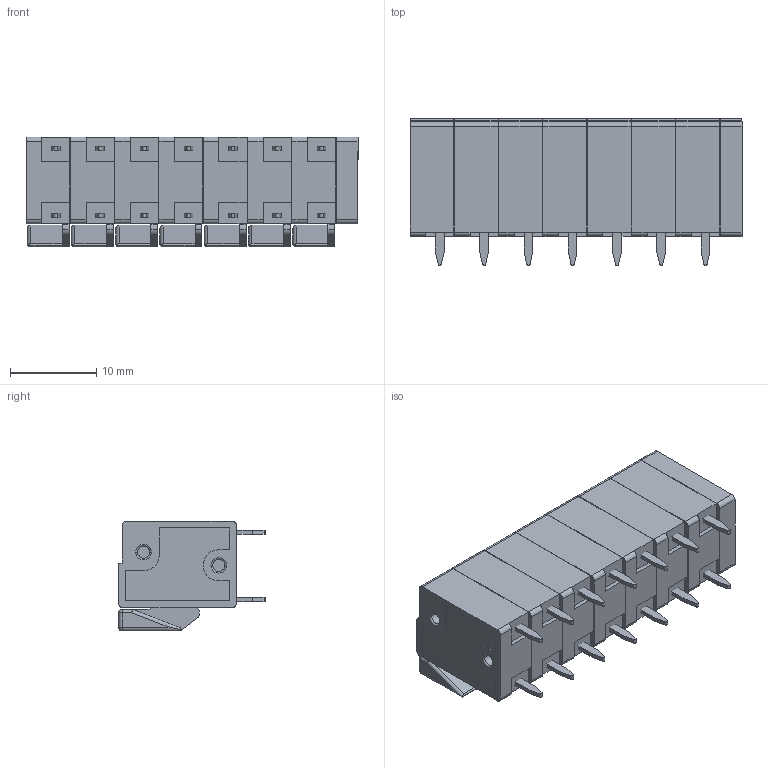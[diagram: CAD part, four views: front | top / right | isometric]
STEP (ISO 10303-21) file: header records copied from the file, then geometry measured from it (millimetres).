
FILE_DESCRIPTION (( 'STEP AP214' ), '1' );
FILE_NAME ('PCB terminal block FFKDS 5.08_7.STEP', '2017-06-24T20:02:52', ( 'M.B.I.' ), ( '' ), 'SwSTEP 2.0', '', '' );
FILE_SCHEMA (( 'AUTOMOTIVE_DESIGN' ));
Length unit declared in the file: millimetre
Products named in the file (3): FFKDS CAP; FFKDS 5.08; PCB terminal block FFKDS 5.08_7
Assembly tree (8 placements, depth 2):
  PCB terminal block FFKDS 5.08_7
    FFKDS 5.08  x7
    FFKDS CAP
Bounding box: 38.45 x 17 x 12.73 mm (x, y, z)
Volume: 3499.9 mm3; surface area: 10299.4 mm2
Topology: 22 solids, 22 shells, 1500 faces, 4068 edges, 2649 vertices
Faces by surface type: plane 890, cylinder 526, torus 56, sphere 14, cone 14
Entity records: 8212 total; most frequent: CARTESIAN_POINT 1498, DIRECTION 1379, ORIENTED_EDGE 1364, EDGE_CURVE 682, VECTOR 491, LINE 491, VERTEX_POINT 447, AXIS2_PLACEMENT_3D 444
